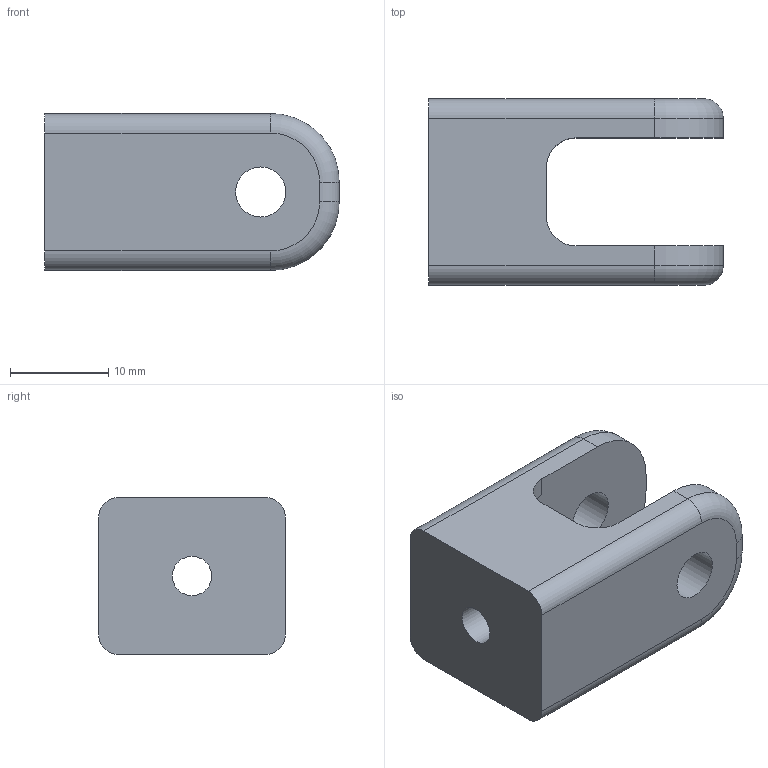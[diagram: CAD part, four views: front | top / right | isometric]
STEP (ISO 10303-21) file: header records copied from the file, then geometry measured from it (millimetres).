
FILE_DESCRIPTION(/* description */ ('Part 1'),/* implementation_level */ '2;1');
FILE_NAME(/* name */ 'X tensioner sliding body m5pin.step',/* time_stamp */ '2025-07-08T14:16:48+10:00',/* author */ (''),/* organization */ (''),/* preprocessor_version */ 'ST-DEVELOPER v20.1',/* originating_system */ 'Autodesk Translation Framework v14.10.0.0',/* authorisation */ '');
FILE_SCHEMA (('AUTOMOTIVE_DESIGN { 1 0 10303 214 3 1 1 }'));
Length unit declared in the file: millimetre
Products named in the file (1): Part 1
Bounding box: 30 x 19 x 16 mm (x, y, z)
Volume: 4540.7 mm3; surface area: 3021.4 mm2
Topology: 1 solids, 1 shells, 39 faces, 99 edges, 62 vertices
Faces by surface type: cylinder 21, plane 14, torus 4
Full cylindrical faces by diameter (mm): 4 x1, 5.1 x2
Entity records: 1231 total; most frequent: DIRECTION 221, CARTESIAN_POINT 201, ORIENTED_EDGE 198, EDGE_CURVE 99, AXIS2_PLACEMENT_3D 82, VERTEX_POINT 62, LINE 57, VECTOR 57
